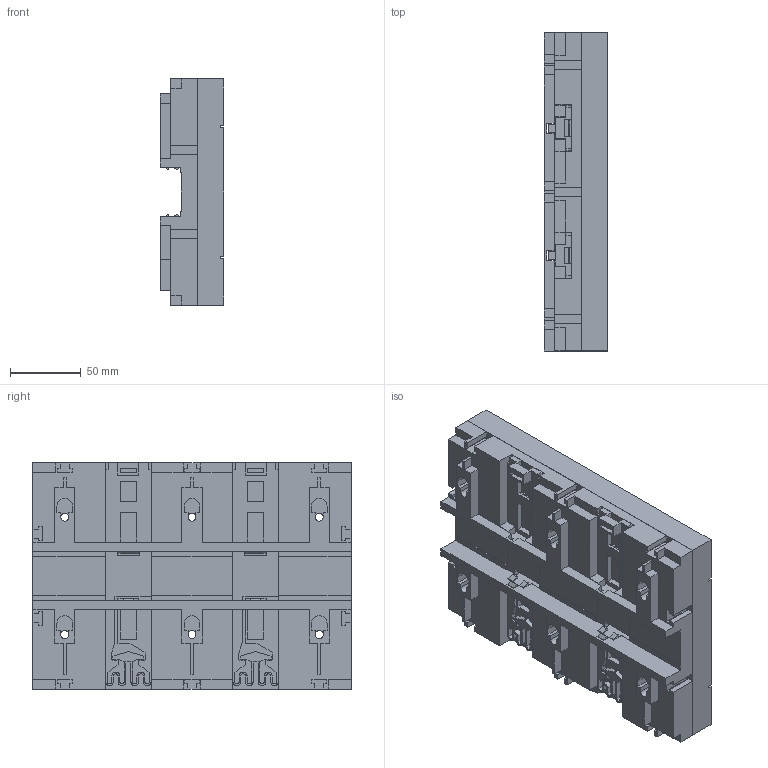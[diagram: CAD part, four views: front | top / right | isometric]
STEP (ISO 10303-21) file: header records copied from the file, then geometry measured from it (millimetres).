
FILE_DESCRIPTION(('CATIA V5 STEP Exchange','CAx-IF Rec.Pracs.--- Model Styling and Organization---1.2---2011-12-15'),'2;1');
FILE_NAME('11255000A_EPlan_kpl.stp','2016-11-18T08:24:43+00:00',('none'),('none'),'Version 5-6 Release 2012','CATIA V5 STEP AP214','none');
FILE_SCHEMA(('AUTOMOTIVE_DESIGN { 1 0 10303 214 1 1 1 1 }'));
Length unit declared in the file: millimetre
Products named in the file (3): Product1; 114225000A_EPlan; 77415000A
Assembly tree (3 placements, depth 2):
  Product1
    114225000A_EPlan
    77415000A  x2
Bounding box: 45.1 x 225 x 160 mm (x, y, z)
Volume: 1112858.5 mm3; surface area: 327889.7 mm2
Topology: 4 solids, 4 shells, 2078 faces, 5370 edges, 3580 vertices
Faces by surface type: plane 2018, cylinder 60
Entity records: 50911 total; most frequent: ORIENTED_EDGE 9786, CARTESIAN_POINT 8503, DIRECTION 5589, EDGE_CURVE 4893, VECTOR 4801, LINE 4801, VERTEX_POINT 3262, EDGE_LOOP 2243
